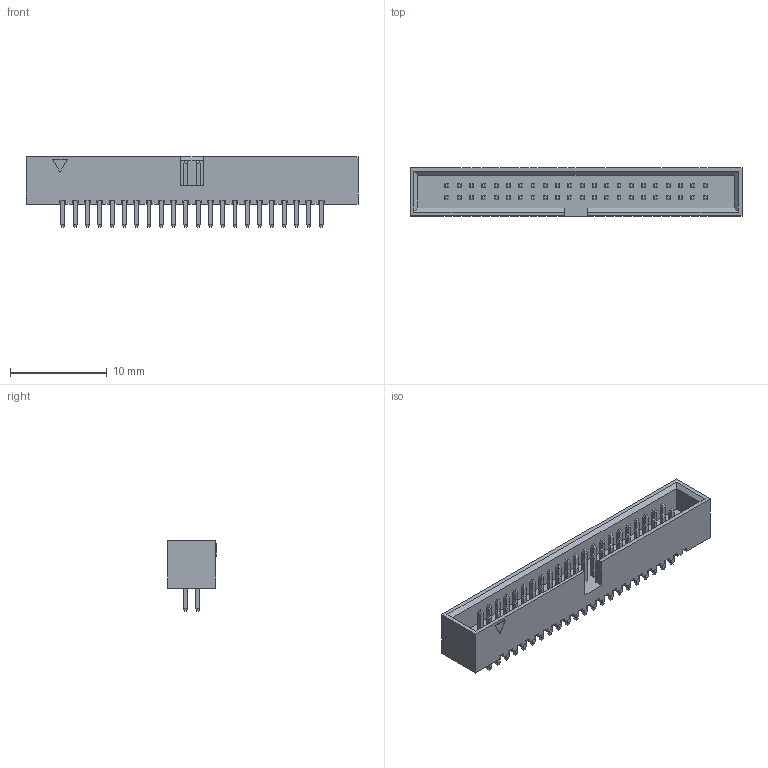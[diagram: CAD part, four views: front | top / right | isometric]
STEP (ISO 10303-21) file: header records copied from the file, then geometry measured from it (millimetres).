
FILE_DESCRIPTION(/* description */ ('Unknown'),/* implementation_level */ '2;1');
FILE_NAME(/* name */ '62704421621',/* time_stamp */ '2020-05-28T16:31:17+02:00',/* author */ ('Unknown'),/* organization */ ('Unknown'),/* preprocessor_version */ 'ST-DEVELOPER v16.7',/* originating_system */ 'DEX',/* authorisation */ $);
FILE_SCHEMA (('AUTOMOTIVE_DESIGN { 1 0 10303 214 3 1 1 }','AUTOMOTIVE_DESIGN {1 0 10303 214 3 1 1}'));
Length unit declared in the file: millimetre
Products named in the file (3): 6270xx21621; 62704420621; 6270xx21621_Pin
Assembly tree (45 placements, depth 2):
  6270xx21621
    62704420621
    6270xx21621_Pin  x44
Bounding box: 34.29 x 5.05 x 7.3 mm (x, y, z)
Volume: 508.1 mm3; surface area: 1560.6 mm2
Topology: 45 solids, 45 shells, 1123 faces, 2784 edges, 1708 vertices
Faces by surface type: plane 1123
Entity records: 21332 total; most frequent: CARTESIAN_POINT 3167, ORIENTED_EDGE 3160, DIRECTION 2714, EDGE_CURVE 1580, LINE 1580, VECTOR 1580, VERTEX_POINT 1020, AXIS2_PLACEMENT_3D 567
